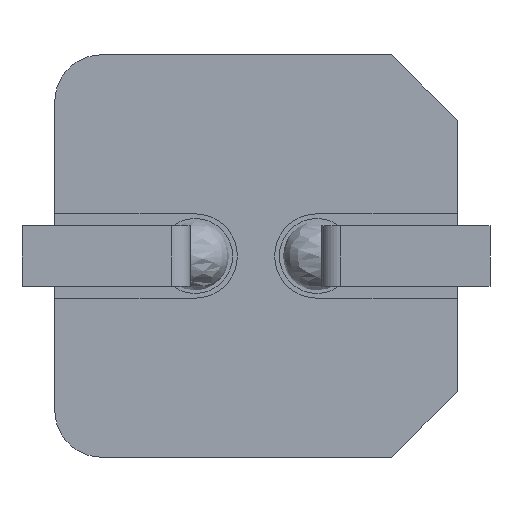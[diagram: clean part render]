
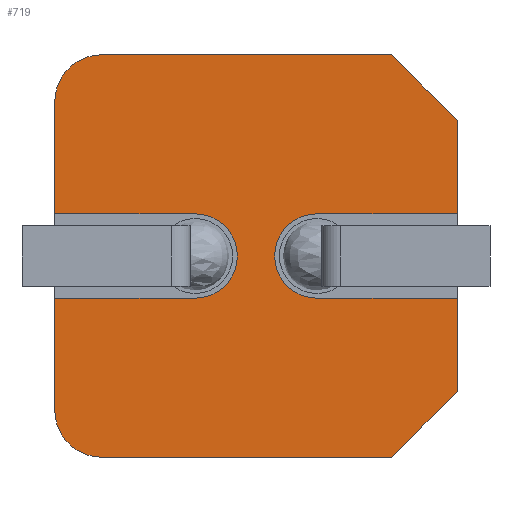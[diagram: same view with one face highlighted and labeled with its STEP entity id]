
A CAD part, front view. The second image highlights one B-rep face of the part: STEP entity #719.
In plain terms, the highlighted planar face has unit normal (0, -1, 0).
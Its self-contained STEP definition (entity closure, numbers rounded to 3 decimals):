
#19 = AXIS2_PLACEMENT_3D ( 'NONE', #247, #255, #2056 ) ;
#128 = LINE ( 'NONE', #3523, #613 ) ;
#170 = VECTOR ( 'NONE', #2683, 1000. ) ;
#174 = EDGE_CURVE ( 'NONE', #1221, #3011, #2669, .T. ) ;
#197 = CARTESIAN_POINT ( 'NONE',  ( 0., -0.5, 2.15 ) ) ;
#207 = CARTESIAN_POINT ( 'NONE',  ( -2.15, -0.5, 0.45 ) ) ;
#233 = DIRECTION ( 'NONE',  ( 0., -1., 0. ) ) ;
#247 = CARTESIAN_POINT ( 'NONE',  ( -0.65, -0.5, 0. ) ) ;
#250 = VECTOR ( 'NONE', #3062, 1000. ) ;
#255 = DIRECTION ( 'NONE',  ( 0., 1., 0. ) ) ;
#282 = EDGE_CURVE ( 'NONE', #2770, #701, #2720, .T. ) ;
#308 = DIRECTION ( 'NONE',  ( 0., 0., -1. ) ) ;
#351 = EDGE_CURVE ( 'NONE', #1652, #3011, #3921, .T. ) ;
#364 = ORIENTED_EDGE ( 'NONE', *, *, #1689, .T. ) ;
#371 = VERTEX_POINT ( 'NONE', #1792 ) ;
#411 = ORIENTED_EDGE ( 'NONE', *, *, #2439, .T. ) ;
#461 = AXIS2_PLACEMENT_3D ( 'NONE', #2699, #233, #3581 ) ;
#489 = CARTESIAN_POINT ( 'NONE',  ( -0.65, -0.5, -0.45 ) ) ;
#494 = VECTOR ( 'NONE', #2308, 1000. ) ;
#500 = CARTESIAN_POINT ( 'NONE',  ( -1.65, -0.5, -1.65 ) ) ;
#577 = CIRCLE ( 'NONE', #19, 0.45 ) ;
#598 = ORIENTED_EDGE ( 'NONE', *, *, #2999, .T. ) ;
#613 = VECTOR ( 'NONE', #3470, 1000. ) ;
#649 = LINE ( 'NONE', #1422, #170 ) ;
#658 = CARTESIAN_POINT ( 'NONE',  ( 1.45, -0.5, -2.15 ) ) ;
#690 = EDGE_CURVE ( 'NONE', #371, #1055, #577, .T. ) ;
#701 = VERTEX_POINT ( 'NONE', #1802 ) ;
#719 = ADVANCED_FACE ( 'NONE', ( #3963 ), #1451, .T. ) ;
#765 = EDGE_CURVE ( 'NONE', #2962, #3275, #2508, .T. ) ;
#783 = DIRECTION ( 'NONE',  ( -1., 0., 0. ) ) ;
#793 = AXIS2_PLACEMENT_3D ( 'NONE', #3326, #3272, #2125 ) ;
#795 = LINE ( 'NONE', #1254, #3934 ) ;
#879 = LINE ( 'NONE', #658, #2404 ) ;
#928 = DIRECTION ( 'NONE',  ( 0., 0., -1. ) ) ;
#981 = DIRECTION ( 'NONE',  ( 0.707, 0., 0.707 ) ) ;
#1055 = VERTEX_POINT ( 'NONE', #489 ) ;
#1062 = EDGE_CURVE ( 'NONE', #2694, #2331, #2878, .T. ) ;
#1128 = DIRECTION ( 'NONE',  ( 0., 0., 1. ) ) ;
#1129 = LINE ( 'NONE', #3154, #3355 ) ;
#1204 = CIRCLE ( 'NONE', #2171, 0.45 ) ;
#1205 = EDGE_CURVE ( 'NONE', #2192, #1957, #2220, .T. ) ;
#1221 = VERTEX_POINT ( 'NONE', #1863 ) ;
#1254 = CARTESIAN_POINT ( 'NONE',  ( 0., -0.5, -0.45 ) ) ;
#1282 = CARTESIAN_POINT ( 'NONE',  ( 2.15, -0.5, 0.45 ) ) ;
#1291 = CARTESIAN_POINT ( 'NONE',  ( -2.15, -0.5, -0.45 ) ) ;
#1375 = DIRECTION ( 'NONE',  ( -0.707, 0., 0.707 ) ) ;
#1384 = CARTESIAN_POINT ( 'NONE',  ( 0.65, -0.5, -0.45 ) ) ;
#1410 = EDGE_CURVE ( 'NONE', #1221, #2694, #2663, .T. ) ;
#1422 = CARTESIAN_POINT ( 'NONE',  ( -2.15, -0.5, -2.15 ) ) ;
#1448 = VECTOR ( 'NONE', #1375, 1000. ) ;
#1451 = PLANE ( 'NONE',  #461 ) ;
#1500 = VECTOR ( 'NONE', #3951, 1000. ) ;
#1501 = VECTOR ( 'NONE', #1535, 1000. ) ;
#1525 = CARTESIAN_POINT ( 'NONE',  ( 2.15, -0.5, 2.15 ) ) ;
#1530 = CARTESIAN_POINT ( 'NONE',  ( 0., -0.5, -0.45 ) ) ;
#1535 = DIRECTION ( 'NONE',  ( 1., 0., 0. ) ) ;
#1574 = CIRCLE ( 'NONE', #793, 0.5 ) ;
#1635 = LINE ( 'NONE', #1525, #1876 ) ;
#1652 = VERTEX_POINT ( 'NONE', #2195 ) ;
#1665 = CARTESIAN_POINT ( 'NONE',  ( 1.45, -0.5, -2.15 ) ) ;
#1689 = EDGE_CURVE ( 'NONE', #3264, #3615, #879, .T. ) ;
#1699 = VERTEX_POINT ( 'NONE', #1291 ) ;
#1792 = CARTESIAN_POINT ( 'NONE',  ( -0.65, -0.5, 0.45 ) ) ;
#1802 = CARTESIAN_POINT ( 'NONE',  ( -1.65, -0.5, -2.15 ) ) ;
#1809 = ORIENTED_EDGE ( 'NONE', *, *, #174, .F. ) ;
#1813 = CARTESIAN_POINT ( 'NONE',  ( 0.65, -0.5, 0. ) ) ;
#1825 = ORIENTED_EDGE ( 'NONE', *, *, #2902, .T. ) ;
#1841 = CARTESIAN_POINT ( 'NONE',  ( -1.65, -0.5, 2.15 ) ) ;
#1863 = CARTESIAN_POINT ( 'NONE',  ( 2.15, -0.5, 1.45 ) ) ;
#1876 = VECTOR ( 'NONE', #928, 1000. ) ;
#1902 = ORIENTED_EDGE ( 'NONE', *, *, #765, .T. ) ;
#1957 = VERTEX_POINT ( 'NONE', #3464 ) ;
#2021 = CARTESIAN_POINT ( 'NONE',  ( 2.15, -0.5, -1.45 ) ) ;
#2056 = DIRECTION ( 'NONE',  ( 0., 0., 1. ) ) ;
#2116 = DIRECTION ( 'NONE',  ( 0., 1., 0. ) ) ;
#2125 = DIRECTION ( 'NONE',  ( 0., 0., 1. ) ) ;
#2137 = CARTESIAN_POINT ( 'NONE',  ( 2.15, -0.5, -0.45 ) ) ;
#2158 = ORIENTED_EDGE ( 'NONE', *, *, #3213, .T. ) ;
#2171 = AXIS2_PLACEMENT_3D ( 'NONE', #1813, #2116, #308 ) ;
#2192 = VERTEX_POINT ( 'NONE', #207 ) ;
#2195 = CARTESIAN_POINT ( 'NONE',  ( 0.65, -0.5, 0.45 ) ) ;
#2220 = LINE ( 'NONE', #3873, #1500 ) ;
#2308 = DIRECTION ( 'NONE',  ( 0., 0., -1. ) ) ;
#2331 = VERTEX_POINT ( 'NONE', #1841 ) ;
#2389 = AXIS2_PLACEMENT_3D ( 'NONE', #500, #2664, #1128 ) ;
#2404 = VECTOR ( 'NONE', #981, 1000. ) ;
#2430 = CARTESIAN_POINT ( 'NONE',  ( 0., -0.5, 0.45 ) ) ;
#2439 = EDGE_CURVE ( 'NONE', #2192, #371, #1129, .T. ) ;
#2508 = LINE ( 'NONE', #1530, #250 ) ;
#2596 = CARTESIAN_POINT ( 'NONE',  ( 2.15, -0.5, 2.15 ) ) ;
#2607 = VECTOR ( 'NONE', #783, 1000. ) ;
#2663 = LINE ( 'NONE', #3798, #1448 ) ;
#2664 = DIRECTION ( 'NONE',  ( 0., -1., 0. ) ) ;
#2669 = LINE ( 'NONE', #2596, #494 ) ;
#2683 = DIRECTION ( 'NONE',  ( 0., 0., 1. ) ) ;
#2694 = VERTEX_POINT ( 'NONE', #3346 ) ;
#2699 = CARTESIAN_POINT ( 'NONE',  ( 0., -0.5, 0. ) ) ;
#2720 = CIRCLE ( 'NONE', #2389, 0.5 ) ;
#2770 = VERTEX_POINT ( 'NONE', #3454 ) ;
#2878 = LINE ( 'NONE', #197, #2607 ) ;
#2902 = EDGE_CURVE ( 'NONE', #2331, #1957, #1574, .T. ) ;
#2909 = ORIENTED_EDGE ( 'NONE', *, *, #3340, .F. ) ;
#2962 = VERTEX_POINT ( 'NONE', #2137 ) ;
#2999 = EDGE_CURVE ( 'NONE', #1055, #1699, #795, .T. ) ;
#3011 = VERTEX_POINT ( 'NONE', #1282 ) ;
#3062 = DIRECTION ( 'NONE',  ( -1., 0., 0. ) ) ;
#3082 = ORIENTED_EDGE ( 'NONE', *, *, #1410, .T. ) ;
#3141 = DIRECTION ( 'NONE',  ( 1., 0., 0. ) ) ;
#3154 = CARTESIAN_POINT ( 'NONE',  ( 0., -0.5, 0.45 ) ) ;
#3213 = EDGE_CURVE ( 'NONE', #701, #3264, #128, .T. ) ;
#3264 = VERTEX_POINT ( 'NONE', #1665 ) ;
#3272 = DIRECTION ( 'NONE',  ( 0., -1., 0. ) ) ;
#3275 = VERTEX_POINT ( 'NONE', #1384 ) ;
#3326 = CARTESIAN_POINT ( 'NONE',  ( -1.65, -0.5, 1.65 ) ) ;
#3336 = ORIENTED_EDGE ( 'NONE', *, *, #3633, .T. ) ;
#3340 = EDGE_CURVE ( 'NONE', #2770, #1699, #649, .T. ) ;
#3346 = CARTESIAN_POINT ( 'NONE',  ( 1.45, -0.5, 2.15 ) ) ;
#3355 = VECTOR ( 'NONE', #3141, 1000. ) ;
#3391 = DIRECTION ( 'NONE',  ( -1., 0., 0. ) ) ;
#3454 = CARTESIAN_POINT ( 'NONE',  ( -2.15, -0.5, -1.65 ) ) ;
#3464 = CARTESIAN_POINT ( 'NONE',  ( -2.15, -0.5, 1.65 ) ) ;
#3470 = DIRECTION ( 'NONE',  ( 1., 0., 0. ) ) ;
#3523 = CARTESIAN_POINT ( 'NONE',  ( 0., -0.5, -2.15 ) ) ;
#3574 = ORIENTED_EDGE ( 'NONE', *, *, #351, .T. ) ;
#3581 = DIRECTION ( 'NONE',  ( 0., 0., -1. ) ) ;
#3615 = VERTEX_POINT ( 'NONE', #2021 ) ;
#3633 = EDGE_CURVE ( 'NONE', #3275, #1652, #1204, .T. ) ;
#3707 = ORIENTED_EDGE ( 'NONE', *, *, #1205, .F. ) ;
#3710 = ORIENTED_EDGE ( 'NONE', *, *, #3755, .F. ) ;
#3745 = EDGE_LOOP ( 'NONE', ( #364, #3710, #1902, #3336, #3574, #1809, #3082, #3847, #1825, #3707, #411, #3814, #598, #2909, #3852, #2158 ) ) ;
#3755 = EDGE_CURVE ( 'NONE', #2962, #3615, #1635, .T. ) ;
#3798 = CARTESIAN_POINT ( 'NONE',  ( 2.15, -0.5, 1.45 ) ) ;
#3814 = ORIENTED_EDGE ( 'NONE', *, *, #690, .T. ) ;
#3847 = ORIENTED_EDGE ( 'NONE', *, *, #1062, .T. ) ;
#3852 = ORIENTED_EDGE ( 'NONE', *, *, #282, .T. ) ;
#3873 = CARTESIAN_POINT ( 'NONE',  ( -2.15, -0.5, -2.15 ) ) ;
#3921 = LINE ( 'NONE', #2430, #1501 ) ;
#3934 = VECTOR ( 'NONE', #3391, 1000. ) ;
#3951 = DIRECTION ( 'NONE',  ( 0., 0., 1. ) ) ;
#3963 = FACE_OUTER_BOUND ( 'NONE', #3745, .T. ) ;
